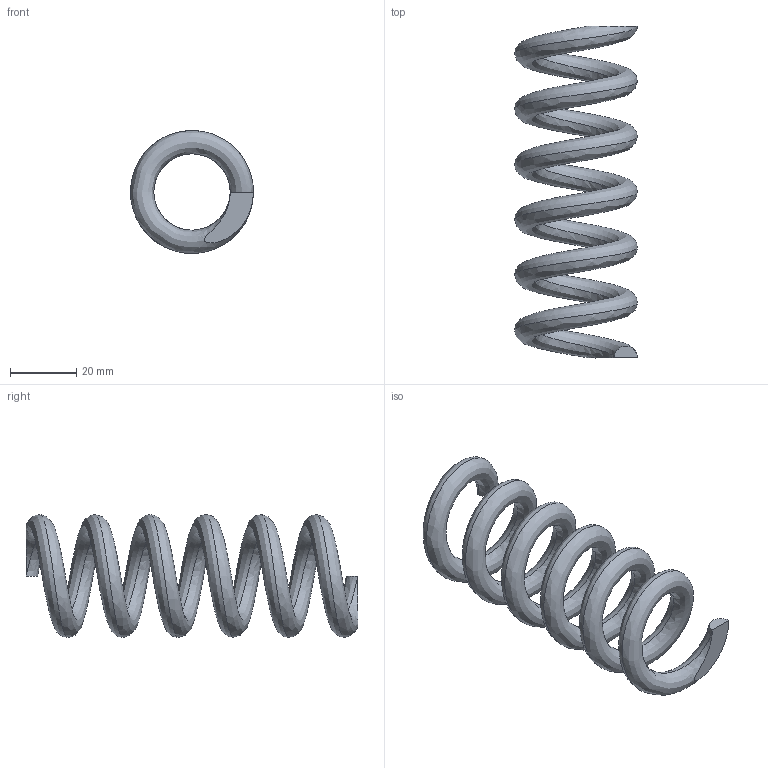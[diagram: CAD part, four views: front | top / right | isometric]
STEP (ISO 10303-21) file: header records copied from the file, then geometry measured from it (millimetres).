
FILE_DESCRIPTION (( 'STEP AP214' ), '1' );
FILE_NAME ('Spring.STEP', '2020-11-25T11:57:04', ( '' ), ( '' ), 'SwSTEP 2.0', 'SolidWorks 2016', '' );
FILE_SCHEMA (( 'AUTOMOTIVE_DESIGN' ));
Length unit declared in the file: millimetre
Products named in the file (1): Spring
Bounding box: 37 x 99.92 x 37 mm (x, y, z)
Volume: 21477.3 mm3; surface area: 12534.2 mm2
Topology: 1 solids, 1 shells, 6 faces, 8 edges, 4 vertices
Faces by surface type: plane 4, bspline 2
Entity records: 1878 total; most frequent: CARTESIAN_POINT 1693, DIRECTION 16, ORIENTED_EDGE 16, UNCERTAINTY_MEASURE_WITH_UNIT 9, PRESENTATION_LAYER_ASSIGNMENT 8, EDGE_CURVE 8, COLOUR_RGB 8, FILL_AREA_STYLE 8
